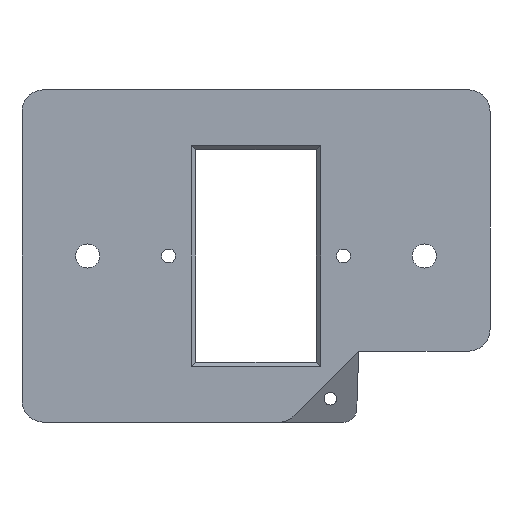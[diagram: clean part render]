
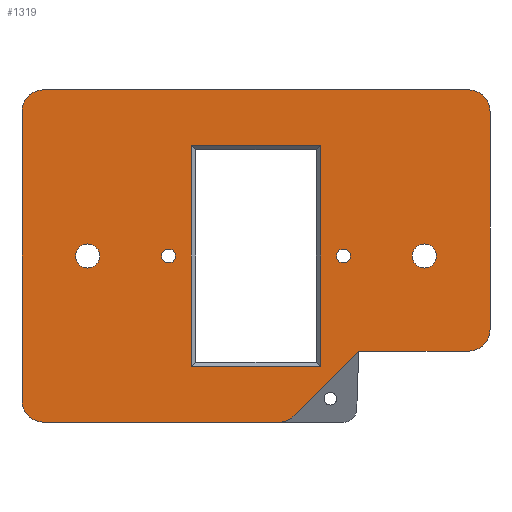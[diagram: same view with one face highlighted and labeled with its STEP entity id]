
A CAD part, left-side view. The second image highlights one B-rep face of the part: STEP entity #1319.
In plain terms, the highlighted planar face has unit normal (-1, 0, 0).
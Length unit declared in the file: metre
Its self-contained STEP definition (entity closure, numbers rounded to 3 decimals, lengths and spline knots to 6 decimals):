
#62=CIRCLE('',#1407,0.00275);
#64=CIRCLE('',#1410,0.00275);
#72=CIRCLE('',#1431,0.0016);
#73=CIRCLE('',#1433,0.0016);
#75=CIRCLE('',#1436,0.005);
#76=CIRCLE('',#1437,0.005);
#77=CIRCLE('',#1438,0.005);
#78=CIRCLE('',#1439,0.005);
#79=CIRCLE('',#1440,0.005);
#283=ORIENTED_EDGE('',*,*,#595,.T.);
#284=ORIENTED_EDGE('',*,*,#596,.T.);
#285=ORIENTED_EDGE('',*,*,#597,.T.);
#286=ORIENTED_EDGE('',*,*,#598,.T.);
#287=ORIENTED_EDGE('',*,*,#453,.T.);
#288=ORIENTED_EDGE('',*,*,#599,.T.);
#289=ORIENTED_EDGE('',*,*,#600,.T.);
#290=ORIENTED_EDGE('',*,*,#601,.T.);
#291=ORIENTED_EDGE('',*,*,#602,.T.);
#292=ORIENTED_EDGE('',*,*,#557,.T.);
#293=ORIENTED_EDGE('',*,*,#603,.T.);
#294=ORIENTED_EDGE('',*,*,#548,.T.);
#295=ORIENTED_EDGE('',*,*,#604,.T.);
#296=ORIENTED_EDGE('',*,*,#543,.T.);
#297=ORIENTED_EDGE('',*,*,#605,.T.);
#298=ORIENTED_EDGE('',*,*,#553,.T.);
#299=ORIENTED_EDGE('',*,*,#551,.T.);
#300=ORIENTED_EDGE('',*,*,#592,.T.);
#301=ORIENTED_EDGE('',*,*,#593,.F.);
#453=EDGE_CURVE('',#638,#637,#763,.T.);
#543=EDGE_CURVE('',#713,#712,#837,.T.);
#548=EDGE_CURVE('',#717,#716,#842,.T.);
#551=EDGE_CURVE('',#718,#718,#62,.T.);
#553=EDGE_CURVE('',#720,#720,#64,.T.);
#557=EDGE_CURVE('',#722,#723,#848,.T.);
#592=EDGE_CURVE('',#745,#745,#72,.T.);
#593=EDGE_CURVE('',#746,#746,#73,.T.);
#595=EDGE_CURVE('',#748,#749,#874,.T.);
#596=EDGE_CURVE('',#749,#750,#875,.T.);
#597=EDGE_CURVE('',#750,#751,#876,.T.);
#598=EDGE_CURVE('',#751,#748,#877,.T.);
#599=EDGE_CURVE('',#637,#752,#75,.F.);
#600=EDGE_CURVE('',#752,#753,#878,.T.);
#601=EDGE_CURVE('',#753,#754,#879,.T.);
#602=EDGE_CURVE('',#754,#722,#76,.F.);
#603=EDGE_CURVE('',#723,#717,#77,.F.);
#604=EDGE_CURVE('',#716,#713,#78,.F.);
#605=EDGE_CURVE('',#712,#638,#79,.F.);
#637=VERTEX_POINT('',#1865);
#638=VERTEX_POINT('',#1867);
#712=VERTEX_POINT('',#2045);
#713=VERTEX_POINT('',#2047);
#716=VERTEX_POINT('',#2055);
#717=VERTEX_POINT('',#2057);
#718=VERTEX_POINT('',#2062);
#720=VERTEX_POINT('',#2067);
#722=VERTEX_POINT('',#2075);
#723=VERTEX_POINT('',#2076);
#745=VERTEX_POINT('',#2142);
#746=VERTEX_POINT('',#2145);
#748=VERTEX_POINT('',#2150);
#749=VERTEX_POINT('',#2151);
#750=VERTEX_POINT('',#2153);
#751=VERTEX_POINT('',#2155);
#752=VERTEX_POINT('',#2158);
#753=VERTEX_POINT('',#2160);
#754=VERTEX_POINT('',#2162);
#763=LINE('',#1866,#905);
#837=LINE('',#2046,#979);
#842=LINE('',#2056,#984);
#848=LINE('',#2074,#990);
#874=LINE('',#2149,#1016);
#875=LINE('',#2152,#1017);
#876=LINE('',#2154,#1018);
#877=LINE('',#2156,#1019);
#878=LINE('',#2159,#1020);
#879=LINE('',#2161,#1021);
#905=VECTOR('',#1493,1.);
#979=VECTOR('',#1629,1.);
#984=VECTOR('',#1636,1.);
#990=VECTOR('',#1656,1.);
#1016=VECTOR('',#1728,1.);
#1017=VECTOR('',#1729,1.);
#1018=VECTOR('',#1730,1.);
#1019=VECTOR('',#1731,1.);
#1020=VECTOR('',#1734,1.);
#1021=VECTOR('',#1735,1.);
#1089=EDGE_LOOP('',(#283,#284,#285,#286));
#1090=EDGE_LOOP('',(#287,#288,#289,#290,#291,#292,#293,#294,#295,#296,#297));
#1091=EDGE_LOOP('',(#298));
#1092=EDGE_LOOP('',(#299));
#1093=EDGE_LOOP('',(#300));
#1094=EDGE_LOOP('',(#301));
#1185=FACE_BOUND('',#1089,.T.);
#1186=FACE_BOUND('',#1090,.T.);
#1187=FACE_BOUND('',#1091,.T.);
#1188=FACE_BOUND('',#1092,.T.);
#1189=FACE_BOUND('',#1093,.T.);
#1190=FACE_BOUND('',#1094,.T.);
#1264=PLANE('',#1435);
#1319=ADVANCED_FACE('',(#1185,#1186,#1187,#1188,#1189,#1190),#1264,.F.);
#1407=AXIS2_PLACEMENT_3D('',#2061,#1641,#1642);
#1410=AXIS2_PLACEMENT_3D('',#2066,#1647,#1648);
#1431=AXIS2_PLACEMENT_3D('',#2141,#1718,#1719);
#1433=AXIS2_PLACEMENT_3D('',#2144,#1722,#1723);
#1435=AXIS2_PLACEMENT_3D('',#2148,#1726,#1727);
#1436=AXIS2_PLACEMENT_3D('',#2157,#1732,#1733);
#1437=AXIS2_PLACEMENT_3D('',#2163,#1736,#1737);
#1438=AXIS2_PLACEMENT_3D('',#2164,#1738,#1739);
#1439=AXIS2_PLACEMENT_3D('',#2165,#1740,#1741);
#1440=AXIS2_PLACEMENT_3D('',#2166,#1742,#1743);
#1493=DIRECTION('',(0.,-1.,0.));
#1629=DIRECTION('',(0.,0.,-1.));
#1636=DIRECTION('',(0.,1.,0.));
#1641=DIRECTION('',(1.,0.,0.));
#1642=DIRECTION('',(0.,0.,-1.));
#1647=DIRECTION('',(1.,0.,0.));
#1648=DIRECTION('',(0.,0.,-1.));
#1656=DIRECTION('',(0.,0.,1.));
#1718=DIRECTION('',(1.,0.,0.));
#1719=DIRECTION('',(0.,0.,-1.));
#1722=DIRECTION('',(-1.,0.,0.));
#1723=DIRECTION('',(0.,0.,-1.));
#1726=DIRECTION('',(1.,0.,0.));
#1727=DIRECTION('',(0.,1.,0.));
#1728=DIRECTION('',(0.,0.,-1.));
#1729=DIRECTION('',(0.,1.,0.));
#1730=DIRECTION('',(0.,0.,1.));
#1731=DIRECTION('',(0.,-1.,0.));
#1732=DIRECTION('',(1.,0.,0.));
#1733=DIRECTION('',(0.,0.,-1.));
#1734=DIRECTION('',(0.,-0.707,0.707));
#1735=DIRECTION('',(0.,-1.,0.));
#1736=DIRECTION('',(1.,0.,0.));
#1737=DIRECTION('',(0.,0.,-1.));
#1738=DIRECTION('',(1.,0.,0.));
#1739=DIRECTION('',(0.,0.,-1.));
#1740=DIRECTION('',(1.,0.,0.));
#1741=DIRECTION('',(0.,0.,-1.));
#1742=DIRECTION('',(1.,0.,0.));
#1743=DIRECTION('',(0.,0.,-1.));
#1865=CARTESIAN_POINT('',(-0.001,-0.005187,-0.038));
#1866=CARTESIAN_POINT('',(-0.001,0.,-0.038));
#1867=CARTESIAN_POINT('',(-0.001,0.0485,-0.038));
#2045=CARTESIAN_POINT('',(-0.001,0.0535,-0.033));
#2046=CARTESIAN_POINT('',(-0.001,0.0535,0.));
#2047=CARTESIAN_POINT('',(-0.001,0.0535,0.033));
#2055=CARTESIAN_POINT('',(-0.001,0.0485,0.038));
#2056=CARTESIAN_POINT('',(-0.001,0.,0.038));
#2057=CARTESIAN_POINT('',(-0.001,-0.0485,0.038));
#2061=CARTESIAN_POINT('',(-0.001,-0.0385,0.));
#2062=CARTESIAN_POINT('',(-0.001,-0.0385,-0.00275));
#2066=CARTESIAN_POINT('',(-0.001,0.0385,0.));
#2067=CARTESIAN_POINT('',(-0.001,0.0385,-0.00275));
#2074=CARTESIAN_POINT('',(-0.001,-0.0535,0.));
#2075=CARTESIAN_POINT('',(-0.001,-0.0535,-0.016758));
#2076=CARTESIAN_POINT('',(-0.001,-0.0535,0.033));
#2141=CARTESIAN_POINT('',(-0.001,-0.02,0.));
#2142=CARTESIAN_POINT('',(-0.001,-0.02,-0.0016));
#2144=CARTESIAN_POINT('',(-0.001,0.02,0.));
#2145=CARTESIAN_POINT('',(-0.001,0.02,-0.0016));
#2148=CARTESIAN_POINT('',(-0.001,0.,0.009481));
#2149=CARTESIAN_POINT('',(-0.001,-0.01475,0.009481));
#2150=CARTESIAN_POINT('',(-0.001,-0.01475,0.02525));
#2151=CARTESIAN_POINT('',(-0.001,-0.01475,-0.02525));
#2152=CARTESIAN_POINT('',(-0.001,0.01375,-0.02525));
#2153=CARTESIAN_POINT('',(-0.001,0.01475,-0.02525));
#2154=CARTESIAN_POINT('',(-0.001,0.01475,0.02425));
#2155=CARTESIAN_POINT('',(-0.001,0.01475,0.02525));
#2156=CARTESIAN_POINT('',(-0.001,0.,0.02525));
#2157=CARTESIAN_POINT('',(-0.001,-0.005187,-0.033));
#2158=CARTESIAN_POINT('',(-0.001,-0.008723,-0.036536));
#2159=CARTESIAN_POINT('',(-0.001,-0.015379,-0.029879));
#2160=CARTESIAN_POINT('',(-0.001,-0.0235,-0.021758));
#2161=CARTESIAN_POINT('',(-0.001,-0.0385,-0.021758));
#2162=CARTESIAN_POINT('',(-0.001,-0.0485,-0.021758));
#2163=CARTESIAN_POINT('',(-0.001,-0.0485,-0.016758));
#2164=CARTESIAN_POINT('',(-0.001,-0.0485,0.033));
#2165=CARTESIAN_POINT('',(-0.001,0.0485,0.033));
#2166=CARTESIAN_POINT('',(-0.001,0.0485,-0.033));
